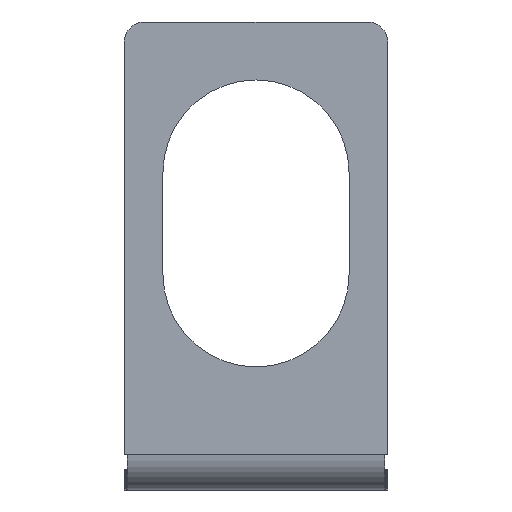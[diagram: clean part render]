
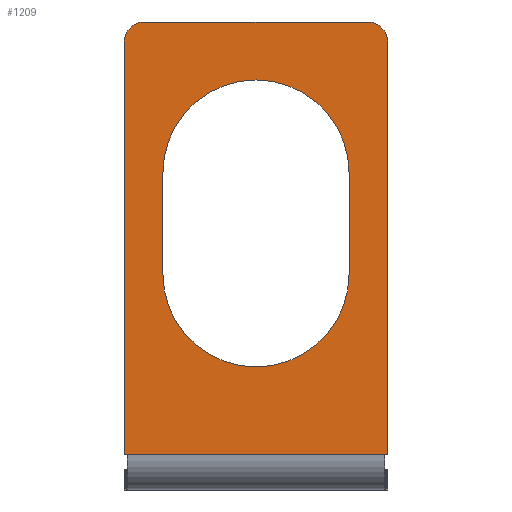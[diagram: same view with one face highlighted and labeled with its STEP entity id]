
A CAD part, front view. The second image highlights one B-rep face of the part: STEP entity #1209.
In plain terms, the highlighted planar face has unit normal (0, -1, 0).
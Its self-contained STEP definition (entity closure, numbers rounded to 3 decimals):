
#32=FACE_BOUND('',#198,.T.);
#62=PLANE('',#1350);
#125=FACE_OUTER_BOUND('',#197,.T.);
#197=EDGE_LOOP('',(#1100,#1101,#1102,#1103,#1104,#1105,#1106,#1107,#1108,
#1109));
#198=EDGE_LOOP('',(#1110,#1111,#1112,#1113));
#203=LINE('',#1719,#312);
#213=LINE('',#1751,#322);
#257=LINE('',#1906,#366);
#259=LINE('',#1912,#368);
#262=LINE('',#1920,#371);
#283=LINE('',#2031,#392);
#290=LINE('',#2090,#399);
#307=LINE('',#2127,#416);
#312=VECTOR('',#1365,10.);
#322=VECTOR('',#1393,10.);
#366=VECTOR('',#1541,10.);
#368=VECTOR('',#1549,10.);
#371=VECTOR('',#1558,10.);
#392=VECTOR('',#1621,10.);
#399=VECTOR('',#1644,10.);
#416=VECTOR('',#1701,10.);
#418=CIRCLE('',#1232,2.);
#424=CIRCLE('',#1241,2.);
#457=CIRCLE('',#1293,9.15);
#458=CIRCLE('',#1296,9.15);
#459=CIRCLE('',#1299,0.1);
#472=CIRCLE('',#1320,0.1);
#477=VERTEX_POINT('',#1709);
#478=VERTEX_POINT('',#1711);
#480=VERTEX_POINT('',#1717);
#492=VERTEX_POINT('',#1745);
#493=VERTEX_POINT('',#1749);
#550=VERTEX_POINT('',#1898);
#551=VERTEX_POINT('',#1900);
#552=VERTEX_POINT('',#1904);
#553=VERTEX_POINT('',#1908);
#554=VERTEX_POINT('',#1914);
#555=VERTEX_POINT('',#1918);
#582=VERTEX_POINT('',#2024);
#583=VERTEX_POINT('',#2025);
#584=VERTEX_POINT('',#2030);
#591=EDGE_CURVE('',#477,#478,#418,.T.);
#595=EDGE_CURVE('',#480,#477,#203,.T.);
#609=EDGE_CURVE('',#492,#480,#424,.T.);
#611=EDGE_CURVE('',#492,#493,#213,.T.);
#685=EDGE_CURVE('',#551,#550,#457,.T.);
#688=EDGE_CURVE('',#550,#552,#257,.T.);
#690=EDGE_CURVE('',#552,#553,#458,.T.);
#691=EDGE_CURVE('',#553,#551,#259,.T.);
#693=EDGE_CURVE('',#554,#493,#459,.T.);
#695=EDGE_CURVE('',#555,#554,#262,.T.);
#730=EDGE_CURVE('',#582,#583,#472,.T.);
#733=EDGE_CURVE('',#583,#584,#283,.T.);
#746=EDGE_CURVE('',#584,#555,#290,.T.);
#763=EDGE_CURVE('',#478,#582,#307,.T.);
#1100=ORIENTED_EDGE('',*,*,#591,.F.);
#1101=ORIENTED_EDGE('',*,*,#595,.F.);
#1102=ORIENTED_EDGE('',*,*,#609,.F.);
#1103=ORIENTED_EDGE('',*,*,#611,.T.);
#1104=ORIENTED_EDGE('',*,*,#693,.F.);
#1105=ORIENTED_EDGE('',*,*,#695,.F.);
#1106=ORIENTED_EDGE('',*,*,#746,.F.);
#1107=ORIENTED_EDGE('',*,*,#733,.F.);
#1108=ORIENTED_EDGE('',*,*,#730,.F.);
#1109=ORIENTED_EDGE('',*,*,#763,.F.);
#1110=ORIENTED_EDGE('',*,*,#685,.T.);
#1111=ORIENTED_EDGE('',*,*,#688,.T.);
#1112=ORIENTED_EDGE('',*,*,#690,.T.);
#1113=ORIENTED_EDGE('',*,*,#691,.T.);
#1209=ADVANCED_FACE('',(#125,#32),#62,.F.);
#1232=AXIS2_PLACEMENT_3D('',#1712,#1358,#1359);
#1241=AXIS2_PLACEMENT_3D('',#1747,#1388,#1389);
#1293=AXIS2_PLACEMENT_3D('',#1901,#1535,#1536);
#1296=AXIS2_PLACEMENT_3D('',#1910,#1545,#1546);
#1299=AXIS2_PLACEMENT_3D('',#1916,#1553,#1554);
#1320=AXIS2_PLACEMENT_3D('',#2026,#1615,#1616);
#1350=AXIS2_PLACEMENT_3D('',#2128,#1702,#1703);
#1358=DIRECTION('center_axis',(0.,1.,0.));
#1359=DIRECTION('ref_axis',(0.707,0.,0.707));
#1365=DIRECTION('',(1.,0.,0.));
#1388=DIRECTION('center_axis',(0.,1.,0.));
#1389=DIRECTION('ref_axis',(-0.707,0.,0.707));
#1393=DIRECTION('',(0.,0.,-1.));
#1535=DIRECTION('center_axis',(0.,1.,0.));
#1536=DIRECTION('ref_axis',(-1.,0.,0.));
#1541=DIRECTION('',(0.,0.,-1.));
#1545=DIRECTION('center_axis',(0.,1.,0.));
#1546=DIRECTION('ref_axis',(1.,0.,0.));
#1549=DIRECTION('',(0.,0.,1.));
#1553=DIRECTION('center_axis',(0.,1.,0.));
#1554=DIRECTION('ref_axis',(-0.707,0.,-0.707));
#1558=DIRECTION('',(-1.,0.,0.));
#1615=DIRECTION('center_axis',(0.,1.,0.));
#1616=DIRECTION('ref_axis',(0.707,0.,-0.707));
#1621=DIRECTION('',(-1.,0.,0.));
#1644=DIRECTION('',(-1.,0.,0.));
#1701=DIRECTION('',(0.,0.,-1.));
#1702=DIRECTION('center_axis',(0.,1.,0.));
#1703=DIRECTION('ref_axis',(0.,0.,1.));
#1709=CARTESIAN_POINT('',(10.95,0.,46.));
#1711=CARTESIAN_POINT('',(12.95,0.,44.));
#1712=CARTESIAN_POINT('Origin',(10.95,0.,44.));
#1717=CARTESIAN_POINT('',(-10.95,0.,46.));
#1719=CARTESIAN_POINT('',(-12.95,0.,46.));
#1745=CARTESIAN_POINT('',(-12.95,0.,44.));
#1747=CARTESIAN_POINT('Origin',(-10.95,0.,44.));
#1749=CARTESIAN_POINT('',(-12.95,0.,3.6));
#1751=CARTESIAN_POINT('',(-12.95,0.,46.));
#1898=CARTESIAN_POINT('',(9.15,0.,31.15));
#1900=CARTESIAN_POINT('',(-9.15,0.,31.15));
#1901=CARTESIAN_POINT('Origin',(0.,0.,
31.15));
#1904=CARTESIAN_POINT('',(9.15,0.,21.25));
#1906=CARTESIAN_POINT('',(9.15,0.,11.99));
#1908=CARTESIAN_POINT('',(-9.15,0.,21.25));
#1910=CARTESIAN_POINT('Origin',(0.,0.,
21.25));
#1912=CARTESIAN_POINT('',(-9.15,0.,16.94));
#1914=CARTESIAN_POINT('',(-12.85,0.,3.5));
#1916=CARTESIAN_POINT('Origin',(-12.85,0.,3.6));
#1918=CARTESIAN_POINT('',(-12.75,0.,3.5));
#1920=CARTESIAN_POINT('',(0.,0.,3.5));
#2024=CARTESIAN_POINT('',(12.95,0.,3.6));
#2025=CARTESIAN_POINT('',(12.85,0.,3.5));
#2026=CARTESIAN_POINT('Origin',(12.85,0.,3.6));
#2030=CARTESIAN_POINT('',(12.75,0.,3.5));
#2031=CARTESIAN_POINT('',(0.,0.,3.5));
#2090=CARTESIAN_POINT('',(0.,0.,3.5));
#2127=CARTESIAN_POINT('',(12.95,0.,46.));
#2128=CARTESIAN_POINT('Origin',(0.,0.,2.731));
